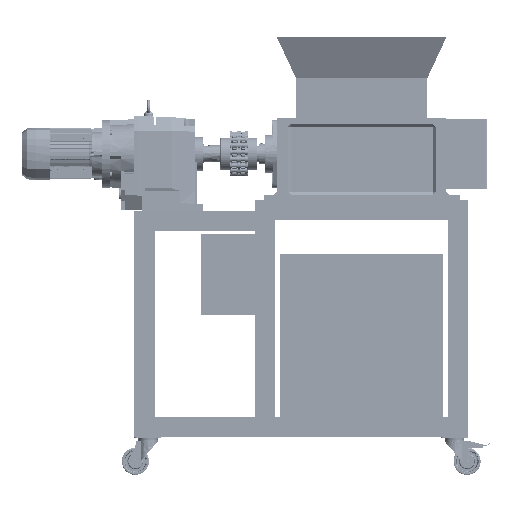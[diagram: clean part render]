
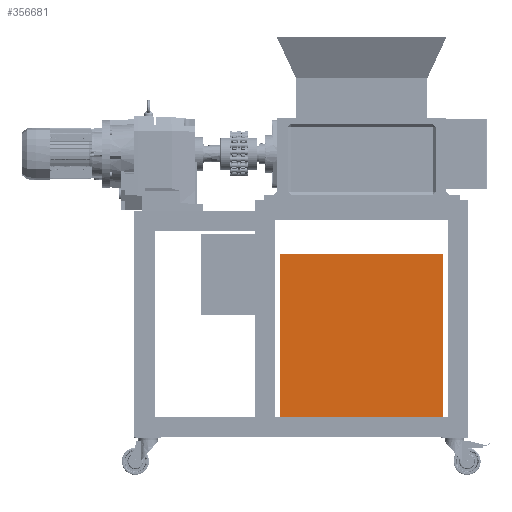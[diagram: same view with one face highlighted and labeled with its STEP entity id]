
A CAD part, left-side view. The second image highlights one B-rep face of the part: STEP entity #356681.
In plain terms, the highlighted free-form (B-spline) face has degree [1, 1] with [2, 2] control points.
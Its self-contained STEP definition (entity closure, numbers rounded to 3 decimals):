
#356681 = ADVANCED_FACE('',(#356682),#356712,.T.);
#356682 = FACE_BOUND('',#356683,.T.);
#356683 = EDGE_LOOP('',(#356684,#356693,#356700,#356707));
#356684 = ORIENTED_EDGE('',*,*,#356685,.F.);
#356685 = EDGE_CURVE('',#356686,#356688,#356690,.T.);
#356686 = VERTEX_POINT('',#356687);
#356687 = CARTESIAN_POINT('',(-280.54,2.338,
    -888.376));
#356688 = VERTEX_POINT('',#356689);
#356689 = CARTESIAN_POINT('',(-280.54,563.418,
    -888.376));
#356690 = B_SPLINE_CURVE_WITH_KNOTS('',1,(#356691,#356692),
  .UNSPECIFIED.,.F.,.F.,(2,2),(0.,600.),.PIECEWISE_BEZIER_KNOTS.);
#356691 = CARTESIAN_POINT('',(-280.54,2.338,
    -888.376));
#356692 = CARTESIAN_POINT('',(-280.54,563.418,
    -888.376));
#356693 = ORIENTED_EDGE('',*,*,#356694,.F.);
#356694 = EDGE_CURVE('',#356695,#356686,#356697,.T.);
#356695 = VERTEX_POINT('',#356696);
#356696 = CARTESIAN_POINT('',(-280.54,2.338,
    -327.297));
#356697 = B_SPLINE_CURVE_WITH_KNOTS('',1,(#356698,#356699),
  .UNSPECIFIED.,.F.,.F.,(2,2),(0.,600.),.PIECEWISE_BEZIER_KNOTS.);
#356698 = CARTESIAN_POINT('',(-280.54,2.338,
    -327.297));
#356699 = CARTESIAN_POINT('',(-280.54,2.338,
    -888.376));
#356700 = ORIENTED_EDGE('',*,*,#356701,.T.);
#356701 = EDGE_CURVE('',#356695,#356702,#356704,.T.);
#356702 = VERTEX_POINT('',#356703);
#356703 = CARTESIAN_POINT('',(-280.54,563.418,
    -327.297));
#356704 = B_SPLINE_CURVE_WITH_KNOTS('',1,(#356705,#356706),
  .UNSPECIFIED.,.F.,.F.,(2,2),(0.,600.),.PIECEWISE_BEZIER_KNOTS.);
#356705 = CARTESIAN_POINT('',(-280.54,2.338,
    -327.297));
#356706 = CARTESIAN_POINT('',(-280.54,563.418,
    -327.297));
#356707 = ORIENTED_EDGE('',*,*,#356708,.T.);
#356708 = EDGE_CURVE('',#356702,#356688,#356709,.T.);
#356709 = B_SPLINE_CURVE_WITH_KNOTS('',1,(#356710,#356711),
  .UNSPECIFIED.,.F.,.F.,(2,2),(0.,600.),.PIECEWISE_BEZIER_KNOTS.);
#356710 = CARTESIAN_POINT('',(-280.54,563.418,
    -327.297));
#356711 = CARTESIAN_POINT('',(-280.54,563.418,
    -888.376));
#356712 = B_SPLINE_SURFACE_WITH_KNOTS('',1,1,(
    (#356713,#356714)
    ,(#356715,#356716
  )),.UNSPECIFIED.,.F.,.F.,.F.,(2,2),(2,2),(-600.,0.),(-600.,0.),
  .PIECEWISE_BEZIER_KNOTS.);
#356713 = CARTESIAN_POINT('',(-280.54,563.418,
    -888.376));
#356714 = CARTESIAN_POINT('',(-280.54,563.418,
    -327.297));
#356715 = CARTESIAN_POINT('',(-280.54,2.338,
    -888.376));
#356716 = CARTESIAN_POINT('',(-280.54,2.338,
    -327.297));
